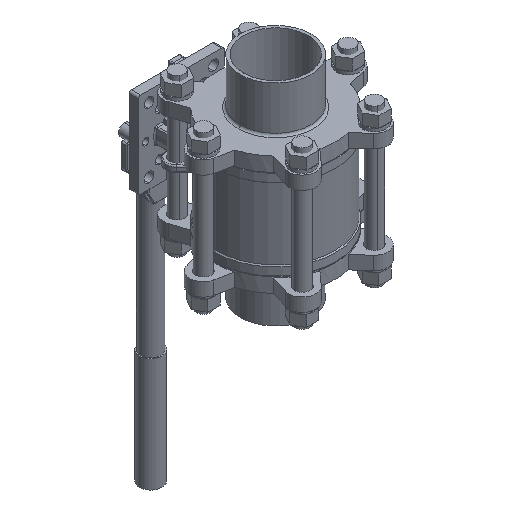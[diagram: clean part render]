
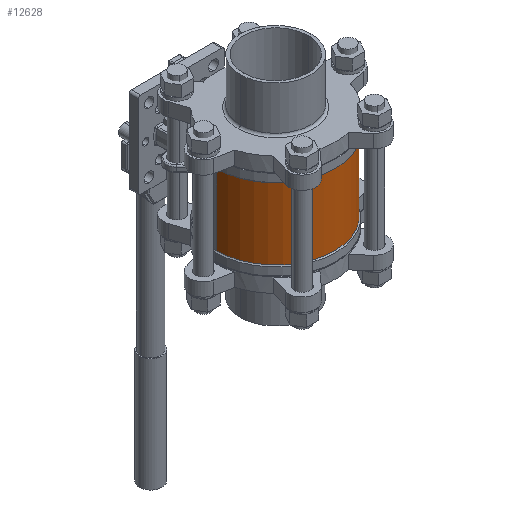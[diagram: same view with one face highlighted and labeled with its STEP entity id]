
A CAD part, isometric view. The second image highlights one B-rep face of the part: STEP entity #12628.
In plain terms, the highlighted cylindrical face has radius 65.913 mm (diameter 131.826 mm), a partial arc.
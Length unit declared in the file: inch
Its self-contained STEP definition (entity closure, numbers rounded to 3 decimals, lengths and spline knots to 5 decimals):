
#1963 = EDGE_CURVE ( 'NONE', #8416, #18083, #23925, .T. ) ;
#2127 = ORIENTED_EDGE ( 'NONE', *, *, #14639, .F. ) ;
#2333 = DIRECTION ( 'NONE',  ( 1., 0., 0. ) ) ;
#3787 = ORIENTED_EDGE ( 'NONE', *, *, #13458, .T. ) ;
#5328 = VERTEX_POINT ( 'NONE', #12208 ) ;
#5360 = DIRECTION ( 'NONE',  ( 0., 0., 1. ) ) ;
#6230 = VECTOR ( 'NONE', #5360, 39.37008 ) ;
#6406 = CARTESIAN_POINT ( 'NONE',  ( 0., 0., 0. ) ) ;
#8186 = DIRECTION ( 'NONE',  ( 0., 0., 1. ) ) ;
#8232 = CYLINDRICAL_SURFACE ( 'NONE', #8528, 2.595 ) ;
#8273 = AXIS2_PLACEMENT_3D ( 'NONE', #28640, #14063, #31083 ) ;
#8416 = VERTEX_POINT ( 'NONE', #15597 ) ;
#8528 = AXIS2_PLACEMENT_3D ( 'NONE', #6406, #28161, #18483 ) ;
#9993 = AXIS2_PLACEMENT_3D ( 'NONE', #31394, #16840, #2333 ) ;
#10041 = CARTESIAN_POINT ( 'NONE',  ( 2.595, 0., -1.561 ) ) ;
#10247 = CARTESIAN_POINT ( 'NONE',  ( 2.595, 0., 0. ) ) ;
#10758 = EDGE_LOOP ( 'NONE', ( #2127, #3787, #12361, #12862 ) ) ;
#11533 = VERTEX_POINT ( 'NONE', #10041 ) ;
#12208 = CARTESIAN_POINT ( 'NONE',  ( -2.595, 0., -1.561 ) ) ;
#12361 = ORIENTED_EDGE ( 'NONE', *, *, #25112, .T. ) ;
#12628 = ADVANCED_FACE ( 'NONE', ( #27608 ), #8232, .T. ) ;
#12862 = ORIENTED_EDGE ( 'NONE', *, *, #1963, .F. ) ;
#13458 = EDGE_CURVE ( 'NONE', #5328, #11533, #23781, .T. ) ;
#14063 = DIRECTION ( 'NONE',  ( 0., 0., 1. ) ) ;
#14639 = EDGE_CURVE ( 'NONE', #5328, #8416, #30474, .T. ) ;
#15597 = CARTESIAN_POINT ( 'NONE',  ( -2.595, 0., 1.561 ) ) ;
#16103 = CARTESIAN_POINT ( 'NONE',  ( 2.595, 0., 1.561 ) ) ;
#16840 = DIRECTION ( 'NONE',  ( 0., 0., 1. ) ) ;
#18083 = VERTEX_POINT ( 'NONE', #16103 ) ;
#18483 = DIRECTION ( 'NONE',  ( 1., 0., 0. ) ) ;
#23781 = CIRCLE ( 'NONE', #9993, 2.595 ) ;
#23925 = CIRCLE ( 'NONE', #8273, 2.595 ) ;
#24782 = VECTOR ( 'NONE', #8186, 39.37008 ) ;
#25112 = EDGE_CURVE ( 'NONE', #11533, #18083, #25605, .T. ) ;
#25172 = CARTESIAN_POINT ( 'NONE',  ( -2.595, 0., 0. ) ) ;
#25605 = LINE ( 'NONE', #10247, #6230 ) ;
#27608 = FACE_OUTER_BOUND ( 'NONE', #10758, .T. ) ;
#28161 = DIRECTION ( 'NONE',  ( 0., 0., 1. ) ) ;
#28640 = CARTESIAN_POINT ( 'NONE',  ( 0., 0., 1.561 ) ) ;
#30474 = LINE ( 'NONE', #25172, #24782 ) ;
#31083 = DIRECTION ( 'NONE',  ( 1., 0., 0. ) ) ;
#31394 = CARTESIAN_POINT ( 'NONE',  ( 0., 0., -1.561 ) ) ;
